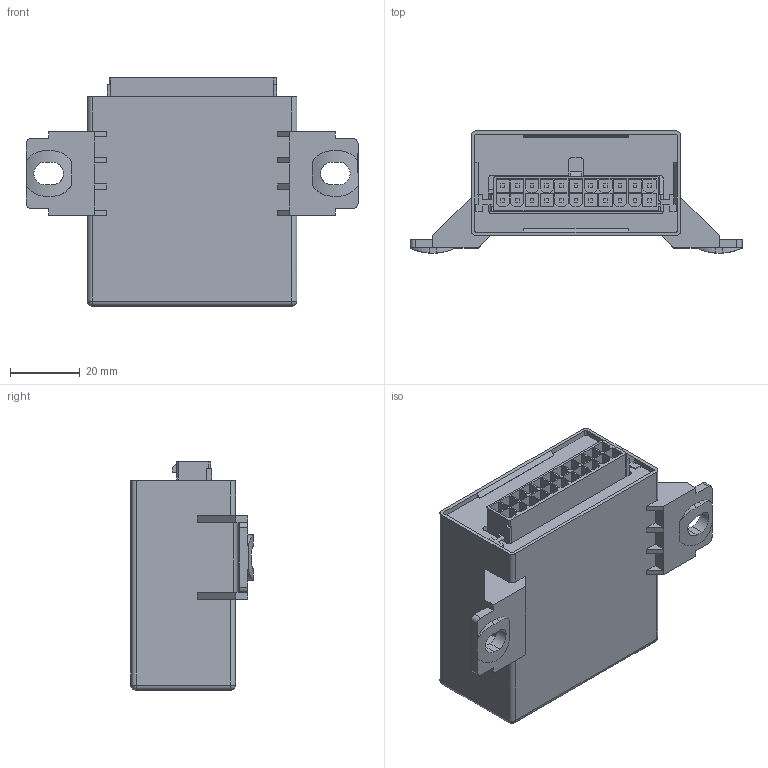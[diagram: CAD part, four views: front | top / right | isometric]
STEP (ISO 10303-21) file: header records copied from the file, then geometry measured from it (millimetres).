
FILE_DESCRIPTION (( 'STEP AP214' ), '1' );
FILE_NAME ('CAN_IO_C_m_Geh.STEP', '2012-02-08T13:36:29', ( '' ), ( '' ), 'SwSTEP 2.0', 'SolidWorks 2011', '' );
FILE_SCHEMA (( 'AUTOMOTIVE_DESIGN' ));
Length unit declared in the file: millimetre
Products named in the file (6): Blende_3; CAN_IO_C; 039295223; CAN-IO_C; Gehäuse_65x60_Lasche; CAN_IO_C_m_Geh
Assembly tree (5 placements, depth 3):
  CAN_IO_C_m_Geh
    CAN_IO_C
      CAN-IO_C
      039295223
    Gehäuse_65x60_Lasche
    Blende_3
Bounding box: 95 x 35 x 65.39 mm (x, y, z)
Volume: 36715 mm3; surface area: 49281.8 mm2
Topology: 210 solids, 216 shells, 2442 faces, 5762 edges, 3808 vertices
Faces by surface type: plane 1896, cylinder 538, sphere 8
Entity records: 72603 total; most frequent: CARTESIAN_POINT 12257, DIRECTION 11719, ORIENTED_EDGE 11508, EDGE_CURVE 5754, VECTOR 4659, LINE 4659, VERTEX_POINT 3808, AXIS2_PLACEMENT_3D 3530
